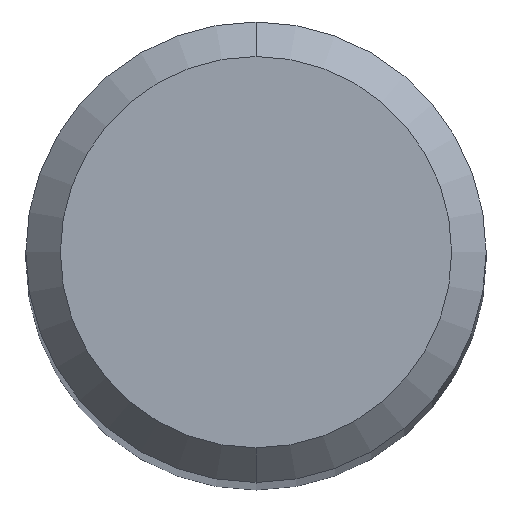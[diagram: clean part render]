
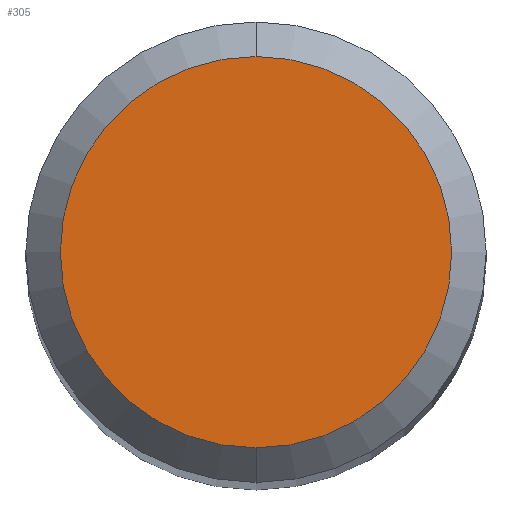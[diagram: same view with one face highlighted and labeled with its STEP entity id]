
A CAD part, top view. The second image highlights one B-rep face of the part: STEP entity #305.
In plain terms, the highlighted planar face has unit normal (0, 0, 1).
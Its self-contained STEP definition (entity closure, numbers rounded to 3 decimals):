
#211=EDGE_CURVE('',#417,#217,#530,.T.);
#217=VERTEX_POINT('',#537);
#305=ADVANCED_FACE('',(#633),#634,.T.);
#313=EDGE_CURVE('',#217,#417,#642,.T.);
#417=VERTEX_POINT('',#754);
#530=CIRCLE('',#910,1.7);
#537=CARTESIAN_POINT('',(0.,-1.7,0.0));
#633=FACE_OUTER_BOUND('',#1133,.T.);
#634=PLANE('',#1134);
#642=CIRCLE('',#1145,1.7);
#754=CARTESIAN_POINT('',(0.0,1.7,0.0));
#910=AXIS2_PLACEMENT_3D('',#1515,#1516,#1517);
#1133=EDGE_LOOP('',(#1621,#1622));
#1134=AXIS2_PLACEMENT_3D('',#1623,#1624,#1625);
#1145=AXIS2_PLACEMENT_3D('',#1627,#1628,#1629);
#1515=CARTESIAN_POINT('',(0.0,0.0,0.0));
#1516=DIRECTION('',(0.0,0.0,-1.0));
#1517=DIRECTION('',(0.0,1.0,0.0));
#1621=ORIENTED_EDGE('',*,*,#211,.F.);
#1622=ORIENTED_EDGE('',*,*,#313,.F.);
#1623=CARTESIAN_POINT('',(0.0,0.85,0.0));
#1624=DIRECTION('',(-0.0,0.0,1.0));
#1625=DIRECTION('',(0.0,-1.0,0.0));
#1627=CARTESIAN_POINT('',(0.0,0.0,0.0));
#1628=DIRECTION('',(0.0,0.0,-1.0));
#1629=DIRECTION('',(0.0,1.0,0.0));
